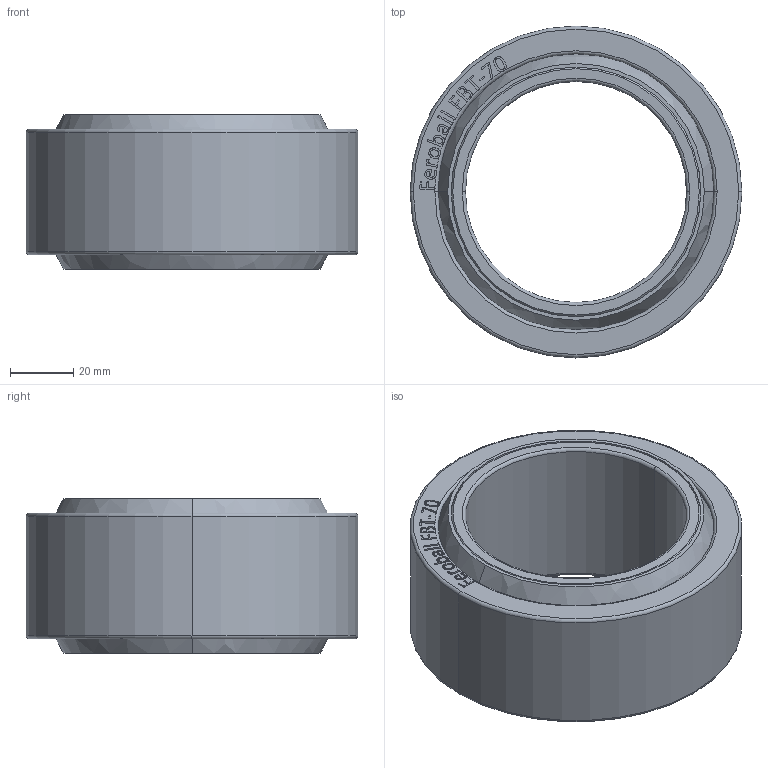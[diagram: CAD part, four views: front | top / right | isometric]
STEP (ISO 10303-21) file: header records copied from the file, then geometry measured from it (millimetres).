
FILE_DESCRIPTION (( 'STEP AP214' ), '1' );
FILE_NAME ('Feroball FBT-70.STEP', '2021-08-05T14:04:52', ( '' ), ( '' ), 'SwSTEP 2.0', 'SolidWorks 2021', '' );
FILE_SCHEMA (( 'AUTOMOTIVE_DESIGN' ));
Length unit declared in the file: millimetre
Products named in the file (4): FBT70 - 1C; Feroball FBT-70; FBT70 - 2B; FBT70 - 3B
Assembly tree (3 placements, depth 2):
  Feroball FBT-70
    FBT70 - 1C
    FBT70 - 2B
    FBT70 - 3B
Bounding box: 104.99 x 104.99 x 48.96 mm (x, y, z)
Volume: 204773.2 mm3; surface area: 81947.5 mm2
Topology: 3 solids, 3 shells, 408 faces, 1148 edges, 758 vertices
Faces by surface type: bspline 216, plane 160, torus 16, cylinder 8, cone 4, sphere 4
Entity records: 22866 total; most frequent: CARTESIAN_POINT 13764, ORIENTED_EDGE 2276, EDGE_CURVE 1138, DIRECTION 1134, VERTEX_POINT 752, LINE 550, VECTOR 550, B_SPLINE_CURVE_WITH_KNOTS 494
